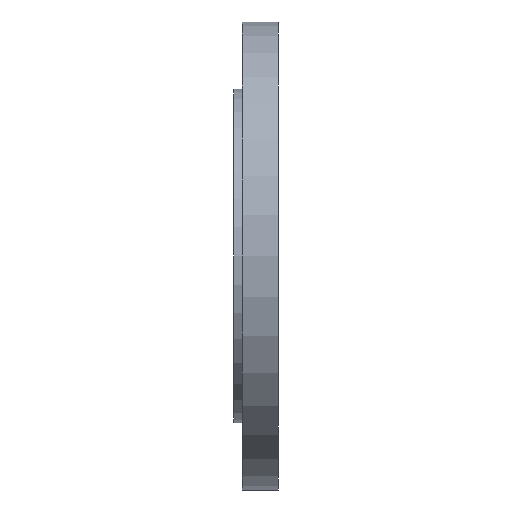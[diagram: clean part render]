
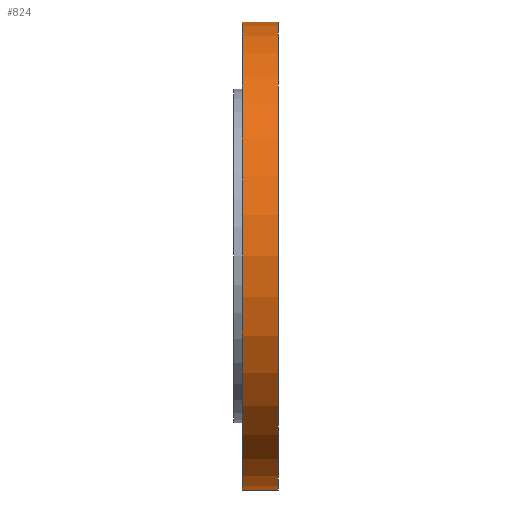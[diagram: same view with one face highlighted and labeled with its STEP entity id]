
A CAD part, left-side view. The second image highlights one B-rep face of the part: STEP entity #824.
In plain terms, the highlighted cylindrical face has radius 142.5 mm (diameter 285 mm), a partial arc.
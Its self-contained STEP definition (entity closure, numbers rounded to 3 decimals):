
#68 = CIRCLE ( 'NONE', #739, 142.5 ) ;
#74 = ORIENTED_EDGE ( 'NONE', *, *, #809, .F. ) ;
#75 = DIRECTION ( 'NONE',  ( 0., -1., 0. ) ) ;
#81 = CARTESIAN_POINT ( 'NONE',  ( 0., 22., 142.5 ) ) ;
#109 = CARTESIAN_POINT ( 'NONE',  ( 0., 0., -142.5 ) ) ;
#163 = VERTEX_POINT ( 'NONE', #208 ) ;
#166 = DIRECTION ( 'NONE',  ( 0., -1., 0. ) ) ;
#183 = EDGE_CURVE ( 'NONE', #781, #573, #621, .T. ) ;
#195 = VECTOR ( 'NONE', #75, 1000. ) ;
#202 = DIRECTION ( 'NONE',  ( 0., -1., 0. ) ) ;
#207 = AXIS2_PLACEMENT_3D ( 'NONE', #574, #373, #511 ) ;
#208 = CARTESIAN_POINT ( 'NONE',  ( 0., 0., 142.5 ) ) ;
#275 = CARTESIAN_POINT ( 'NONE',  ( 0., 22., -142.5 ) ) ;
#307 = EDGE_CURVE ( 'NONE', #573, #163, #600, .T. ) ;
#363 = CYLINDRICAL_SURFACE ( 'NONE', #693, 142.5 ) ;
#373 = DIRECTION ( 'NONE',  ( 0., 1., 0. ) ) ;
#377 = CARTESIAN_POINT ( 'NONE',  ( 0., 22., 0. ) ) ;
#381 = DIRECTION ( 'NONE',  ( 0., 0., 1. ) ) ;
#433 = EDGE_LOOP ( 'NONE', ( #74, #635, #725, #732 ) ) ;
#459 = EDGE_CURVE ( 'NONE', #781, #567, #68, .T. ) ;
#511 = DIRECTION ( 'NONE',  ( 0., 0., 1. ) ) ;
#513 = LINE ( 'NONE', #81, #195 ) ;
#543 = VECTOR ( 'NONE', #202, 1000. ) ;
#566 = DIRECTION ( 'NONE',  ( 0., 0., -1. ) ) ;
#567 = VERTEX_POINT ( 'NONE', #596 ) ;
#573 = VERTEX_POINT ( 'NONE', #109 ) ;
#574 = CARTESIAN_POINT ( 'NONE',  ( 0., 0., 0. ) ) ;
#596 = CARTESIAN_POINT ( 'NONE',  ( 0., 22., 142.5 ) ) ;
#600 = CIRCLE ( 'NONE', #207, 142.5 ) ;
#621 = LINE ( 'NONE', #855, #543 ) ;
#635 = ORIENTED_EDGE ( 'NONE', *, *, #459, .F. ) ;
#693 = AXIS2_PLACEMENT_3D ( 'NONE', #800, #166, #566 ) ;
#718 = DIRECTION ( 'NONE',  ( 0., 1., 0. ) ) ;
#725 = ORIENTED_EDGE ( 'NONE', *, *, #183, .T. ) ;
#732 = ORIENTED_EDGE ( 'NONE', *, *, #307, .T. ) ;
#739 = AXIS2_PLACEMENT_3D ( 'NONE', #377, #718, #381 ) ;
#781 = VERTEX_POINT ( 'NONE', #275 ) ;
#794 = FACE_OUTER_BOUND ( 'NONE', #433, .T. ) ;
#800 = CARTESIAN_POINT ( 'NONE',  ( 0., 22., 0. ) ) ;
#809 = EDGE_CURVE ( 'NONE', #567, #163, #513, .T. ) ;
#824 = ADVANCED_FACE ( 'NONE', ( #794 ), #363, .T. ) ;
#855 = CARTESIAN_POINT ( 'NONE',  ( 0., 22., -142.5 ) ) ;
